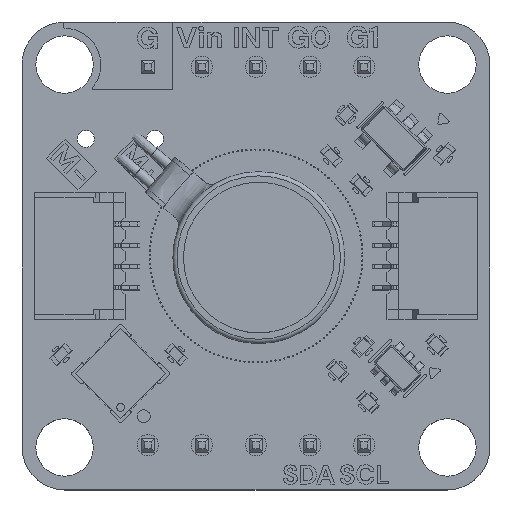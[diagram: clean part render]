
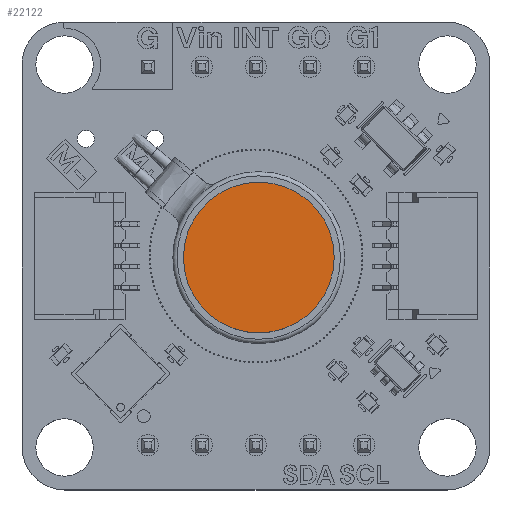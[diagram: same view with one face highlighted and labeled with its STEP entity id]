
A CAD part, top view. The second image highlights one B-rep face of the part: STEP entity #22122.
In plain terms, the highlighted planar face has unit normal (0, 0, 1).
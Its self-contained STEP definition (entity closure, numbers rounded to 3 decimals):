
#22093 = EDGE_CURVE('',#22094,#22094,#22096,.T.);
#22094 = VERTEX_POINT('',#22095);
#22095 = CARTESIAN_POINT('',(11.747,-4.663,3.));
#22096 = CIRCLE('',#22097,3.544);
#22097 = AXIS2_PLACEMENT_3D('',#22098,#22099,#22100);
#22098 = CARTESIAN_POINT('',(15.292,-4.663,3.));
#22099 = DIRECTION('',(0.,0.,1.));
#22100 = DIRECTION('',(1.,0.,-0.));
#22122 = ADVANCED_FACE('',(#22123),#22126,.T.);
#22123 = FACE_BOUND('',#22124,.T.);
#22124 = EDGE_LOOP('',(#22125));
#22125 = ORIENTED_EDGE('',*,*,#22093,.T.);
#22126 = PLANE('',#22127);
#22127 = AXIS2_PLACEMENT_3D('',#22128,#22129,#22130);
#22128 = CARTESIAN_POINT('',(15.292,-4.663,3.));
#22129 = DIRECTION('',(0.,0.,1.));
#22130 = DIRECTION('',(1.,0.,-0.));
